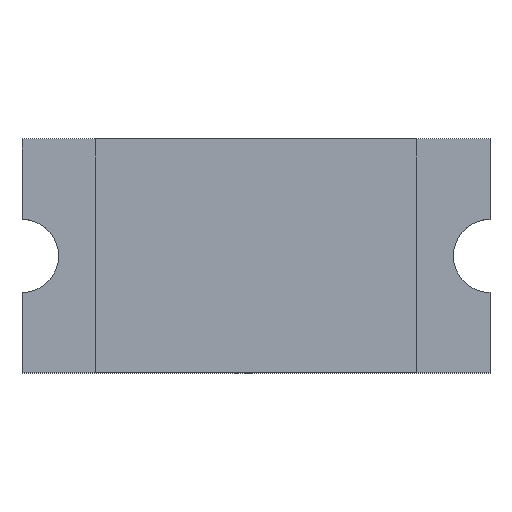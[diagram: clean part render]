
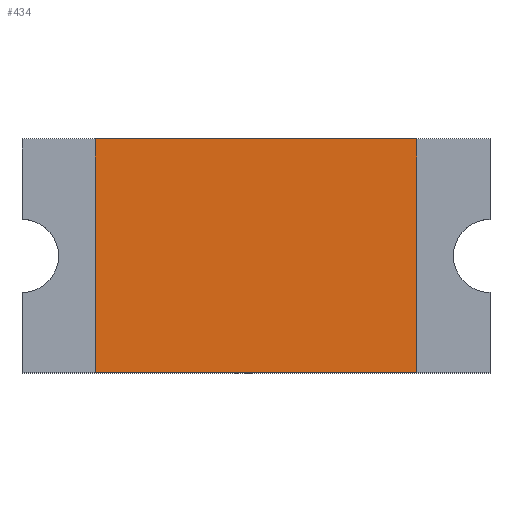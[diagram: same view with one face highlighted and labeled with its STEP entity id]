
A CAD part, top view. The second image highlights one B-rep face of the part: STEP entity #434.
In plain terms, the highlighted planar face has unit normal (0, 0, 1).
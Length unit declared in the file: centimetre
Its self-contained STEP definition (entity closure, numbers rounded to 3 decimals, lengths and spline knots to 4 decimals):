
#22=PLANE($,#471);
#46=FACE_OUTER_BOUND($,#72,.T.);
#72=EDGE_LOOP($,(#348,#349,#350,#351));
#108=LINE($,#667,#160);
#109=LINE($,#669,#161);
#110=LINE($,#671,#162);
#111=LINE($,#672,#163);
#160=VECTOR($,#543,0.16);
#161=VECTOR($,#544,0.22);
#162=VECTOR($,#545,0.16);
#163=VECTOR($,#546,0.22);
#216=VERTEX_POINT($,#665);
#217=VERTEX_POINT($,#666);
#218=VERTEX_POINT($,#668);
#219=VERTEX_POINT($,#670);
#264=EDGE_CURVE($,#216,#217,#108,.T.);
#265=EDGE_CURVE($,#217,#218,#109,.T.);
#266=EDGE_CURVE($,#218,#219,#110,.T.);
#267=EDGE_CURVE($,#219,#216,#111,.T.);
#348=ORIENTED_EDGE($,*,*,#264,.T.);
#349=ORIENTED_EDGE($,*,*,#265,.T.);
#350=ORIENTED_EDGE($,*,*,#266,.T.);
#351=ORIENTED_EDGE($,*,*,#267,.T.);
#434=ADVANCED_FACE($,(#46),#22,.T.);
#471=AXIS2_PLACEMENT_3D($,#664,#541,#542);
#541=DIRECTION('center_axis',(0.,0.,1.));
#542=DIRECTION('ref_axis',(1.,0.,0.));
#543=DIRECTION($,(0.,1.,0.));
#544=DIRECTION($,(-1.,0.,0.));
#545=DIRECTION($,(0.,-1.,0.));
#546=DIRECTION($,(1.,0.,0.));
#664=CARTESIAN_POINT('Origin',(0.,0.,0.06));
#665=CARTESIAN_POINT('',(0.11,-0.08,0.06));
#666=CARTESIAN_POINT('',(0.11,0.08,0.06));
#667=CARTESIAN_POINT($,(0.11,0.,0.06));
#668=CARTESIAN_POINT('',(-0.11,0.08,0.06));
#669=CARTESIAN_POINT($,(0.,0.08,0.06));
#670=CARTESIAN_POINT('',(-0.11,-0.08,0.06));
#671=CARTESIAN_POINT($,(-0.11,0.,0.06));
#672=CARTESIAN_POINT($,(0.,-0.08,0.06));
